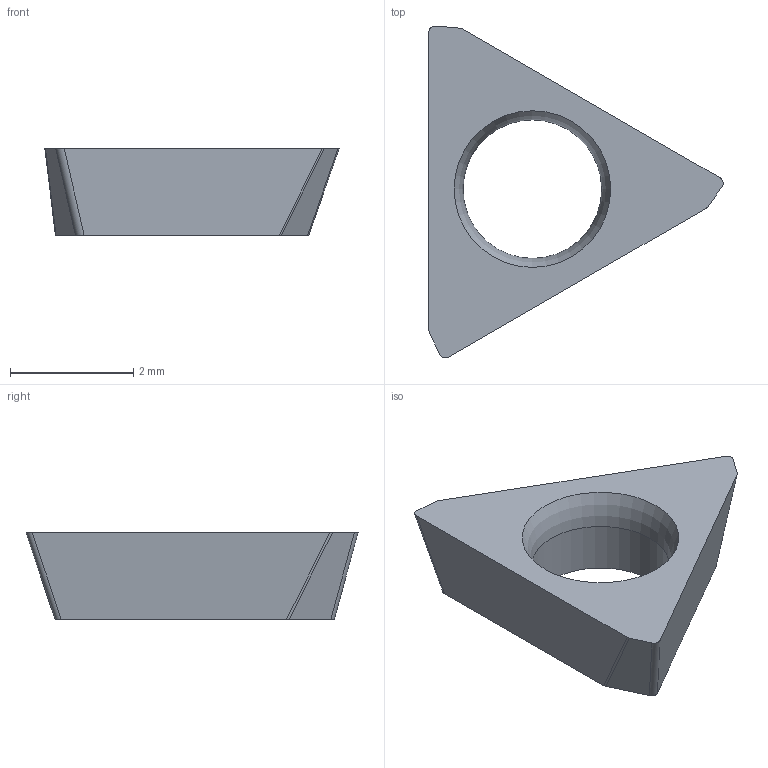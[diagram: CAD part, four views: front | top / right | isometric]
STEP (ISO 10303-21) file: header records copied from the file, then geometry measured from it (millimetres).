
FILE_DESCRIPTION(/* description */ (''),/* implementation_level */ '2;1');
FILE_NAME(/* name */ 'aaa337397_a.stp',/* time_stamp */ '2019-09-16T14:38:54+02:00',/* author */ (''),/* organization */ ('SMS'),/* preprocessor_version */ 'ST-DEVELOPER v16.7',/* originating_system */ 'SIEMENS PLM Software NX 12.0',/* authorisation */ '');
FILE_SCHEMA (('AUTOMOTIVE_DESIGN { 1 0 10303 214 3 1 1 1 }'));
Length unit declared in the file: millimetre
Products named in the file (1): AAA337397_A
Bounding box: 4.78 x 5.39 x 1.4 mm (x, y, z)
Volume: 12.2 mm3; surface area: 48.3 mm2
Topology: 1 solids, 1 shells, 16 faces, 43 edges, 31 vertices
Faces by surface type: plane 8, extrusion 6, torus 1, cylinder 1
Full cylindrical faces by diameter (mm): 2.25 x1
Entity records: 761 total; most frequent: CARTESIAN_POINT 318, ORIENTED_EDGE 78, DIRECTION 74, EDGE_CURVE 39, VECTOR 30, VERTEX_POINT 27, LINE 24, AXIS2_PLACEMENT_3D 22
